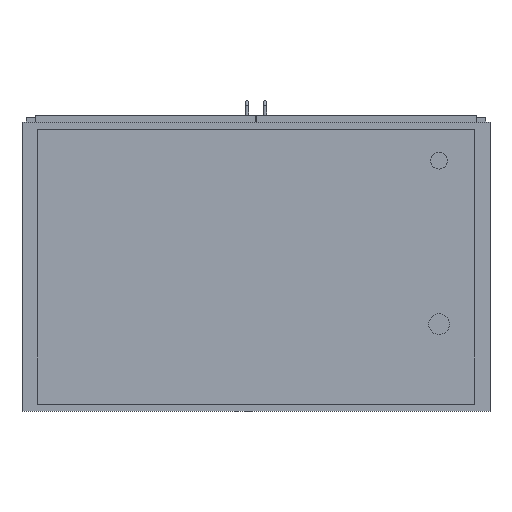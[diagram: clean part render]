
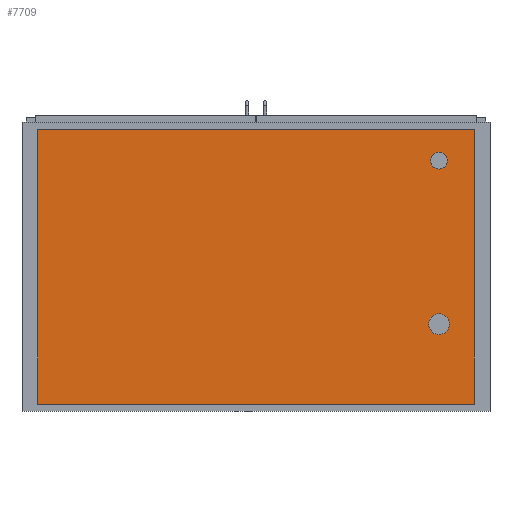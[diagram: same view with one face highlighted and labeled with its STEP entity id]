
A CAD part, front view. The second image highlights one B-rep face of the part: STEP entity #7709.
In plain terms, the highlighted planar face has unit normal (0, -1, 0).
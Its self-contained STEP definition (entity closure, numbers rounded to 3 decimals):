
#131=FACE_BOUND('',#835,.T.);
#132=FACE_BOUND('',#836,.T.);
#151=CIRCLE('',#8237,20.);
#153=CIRCLE('',#8241,25.);
#353=FACE_OUTER_BOUND('',#834,.T.);
#834=EDGE_LOOP('',(#5201,#5202,#5203,#5204));
#835=EDGE_LOOP('',(#5205));
#836=EDGE_LOOP('',(#5206));
#1358=LINE('',#11142,#2330);
#1360=LINE('',#11146,#2332);
#1362=LINE('',#11150,#2334);
#1364=LINE('',#11153,#2336);
#2330=VECTOR('',#8945,10.);
#2332=VECTOR('',#8949,10.);
#2334=VECTOR('',#8953,10.);
#2336=VECTOR('',#8957,10.);
#3264=VERTEX_POINT('',#11068);
#3266=VERTEX_POINT('',#11075);
#3287=VERTEX_POINT('',#11139);
#3288=VERTEX_POINT('',#11141);
#3289=VERTEX_POINT('',#11145);
#3290=VERTEX_POINT('',#11149);
#4001=EDGE_CURVE('',#3264,#3264,#151,.T.);
#4004=EDGE_CURVE('',#3266,#3266,#153,.T.);
#4034=EDGE_CURVE('',#3288,#3287,#1358,.T.);
#4036=EDGE_CURVE('',#3289,#3288,#1360,.T.);
#4038=EDGE_CURVE('',#3290,#3289,#1362,.T.);
#4040=EDGE_CURVE('',#3287,#3290,#1364,.T.);
#5201=ORIENTED_EDGE('',*,*,#4040,.T.);
#5202=ORIENTED_EDGE('',*,*,#4038,.T.);
#5203=ORIENTED_EDGE('',*,*,#4036,.T.);
#5204=ORIENTED_EDGE('',*,*,#4034,.T.);
#5205=ORIENTED_EDGE('',*,*,#4001,.T.);
#5206=ORIENTED_EDGE('',*,*,#4004,.T.);
#7300=PLANE('',#8258);
#7709=ADVANCED_FACE('',(#353,#131,#132),#7300,.T.);
#8237=AXIS2_PLACEMENT_3D('',#11070,#8879,#8880);
#8241=AXIS2_PLACEMENT_3D('',#11077,#8888,#8889);
#8258=AXIS2_PLACEMENT_3D('',#11154,#8958,#8959);
#8879=DIRECTION('center_axis',(0.,1.,0.));
#8880=DIRECTION('ref_axis',(1.,0.,0.));
#8888=DIRECTION('center_axis',(0.,1.,0.));
#8889=DIRECTION('ref_axis',(1.,0.,0.));
#8945=DIRECTION('',(0.,0.,1.));
#8949=DIRECTION('',(1.,0.,0.));
#8953=DIRECTION('',(0.,0.,-1.));
#8957=DIRECTION('',(-1.,0.,0.));
#8958=DIRECTION('center_axis',(0.,-1.,0.));
#8959=DIRECTION('ref_axis',(0.,0.,-1.));
#11068=CARTESIAN_POINT('',(420.,-370.,255.));
#11070=CARTESIAN_POINT('Origin',(440.,-370.,255.));
#11075=CARTESIAN_POINT('',(415.,-370.,-138.));
#11077=CARTESIAN_POINT('Origin',(440.,-370.,-138.));
#11139=CARTESIAN_POINT('',(525.,-370.,330.));
#11141=CARTESIAN_POINT('',(525.,-370.,-330.));
#11142=CARTESIAN_POINT('',(525.,-370.,330.));
#11145=CARTESIAN_POINT('',(-525.,-370.,-330.));
#11146=CARTESIAN_POINT('',(525.,-370.,-330.));
#11149=CARTESIAN_POINT('',(-525.,-370.,330.));
#11150=CARTESIAN_POINT('',(-525.,-370.,-330.));
#11153=CARTESIAN_POINT('',(-525.,-370.,330.));
#11154=CARTESIAN_POINT('Origin',(0.,-370.,0.));
